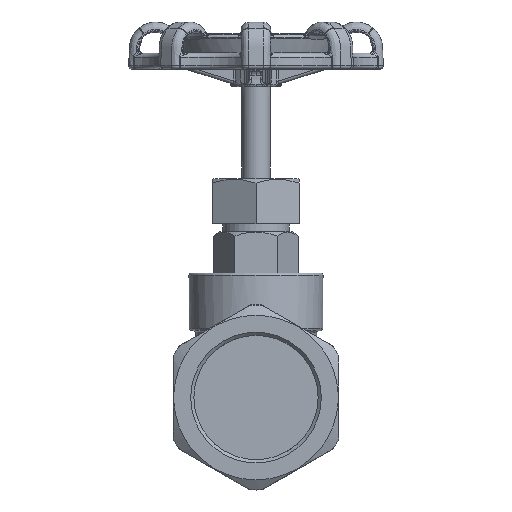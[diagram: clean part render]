
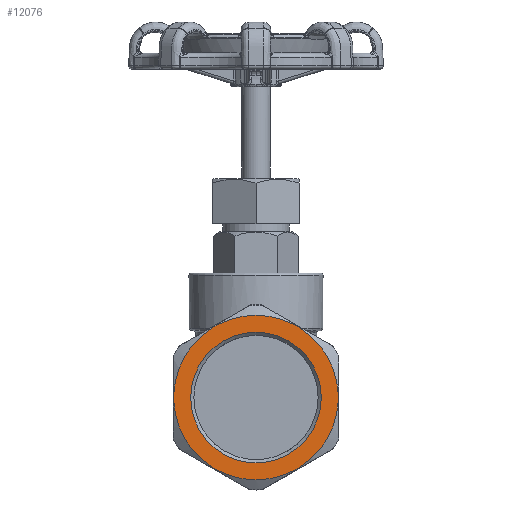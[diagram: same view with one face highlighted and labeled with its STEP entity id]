
A CAD part, left-side view. The second image highlights one B-rep face of the part: STEP entity #12076.
In plain terms, the highlighted planar face has unit normal (-1, 0, 0).
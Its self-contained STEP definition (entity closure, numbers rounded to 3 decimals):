
#10062=CARTESIAN_POINT('',(-40.5,0.,25.786));
#10063=VERTEX_POINT('',#10062);
#10070=CARTESIAN_POINT('',(-40.5,-11.788,22.934));
#10071=VERTEX_POINT('',#10070);
#10072=CARTESIAN_POINT('',(-40.5,0.,0.));
#10073=DIRECTION('',(-1.,-0.,0.));
#10074=DIRECTION('',(-0.,0.,-1.));
#10075=AXIS2_PLACEMENT_3D('',#10072,#10073,#10074);
#10076=CIRCLE('',#10075,25.786);
#10077=EDGE_CURVE('',#10071,#10063,#10076,.T.);
#10079=CARTESIAN_POINT('',(-40.5,-13.968,21.675));
#10080=VERTEX_POINT('',#10079);
#10081=CARTESIAN_POINT('',(-40.5,0.,0.));
#10082=DIRECTION('',(-1.,0.,0.));
#10083=DIRECTION('',(0.,0.,1.));
#10084=AXIS2_PLACEMENT_3D('',#10081,#10082,#10083);
#10085=CIRCLE('',#10084,25.786);
#10086=EDGE_CURVE('',#10080,#10071,#10085,.T.);
#10088=CARTESIAN_POINT('',(-40.5,-25.755,1.259));
#10089=VERTEX_POINT('',#10088);
#10090=CARTESIAN_POINT('',(-40.5,0.,0.));
#10091=DIRECTION('',(-1.,-0.,0.));
#10092=DIRECTION('',(-0.,0.,-1.));
#10093=AXIS2_PLACEMENT_3D('',#10090,#10091,#10092);
#10094=CIRCLE('',#10093,25.786);
#10095=EDGE_CURVE('',#10089,#10080,#10094,.T.);
#10097=CARTESIAN_POINT('',(-40.5,-25.755,-1.259));
#10098=VERTEX_POINT('',#10097);
#10099=CARTESIAN_POINT('',(-40.5,0.,0.));
#10100=DIRECTION('',(-1.,0.,0.));
#10101=DIRECTION('',(0.,0.,1.));
#10102=AXIS2_PLACEMENT_3D('',#10099,#10100,#10101);
#10103=CIRCLE('',#10102,25.786);
#10104=EDGE_CURVE('',#10098,#10089,#10103,.T.);
#10106=CARTESIAN_POINT('',(-40.5,-13.968,-21.675));
#10107=VERTEX_POINT('',#10106);
#10108=CARTESIAN_POINT('',(-40.5,0.,0.));
#10109=DIRECTION('',(-1.,-0.,0.));
#10110=DIRECTION('',(-0.,0.,-1.));
#10111=AXIS2_PLACEMENT_3D('',#10108,#10109,#10110);
#10112=CIRCLE('',#10111,25.786);
#10113=EDGE_CURVE('',#10107,#10098,#10112,.T.);
#10115=CARTESIAN_POINT('',(-40.5,-11.788,-22.934));
#10116=VERTEX_POINT('',#10115);
#10117=CARTESIAN_POINT('',(-40.5,0.,0.));
#10118=DIRECTION('',(-1.,0.,0.));
#10119=DIRECTION('',(0.,0.,1.));
#10120=AXIS2_PLACEMENT_3D('',#10117,#10118,#10119);
#10121=CIRCLE('',#10120,25.786);
#10122=EDGE_CURVE('',#10116,#10107,#10121,.T.);
#10124=CARTESIAN_POINT('',(-40.5,11.788,-22.934));
#10125=VERTEX_POINT('',#10124);
#10126=CARTESIAN_POINT('',(-40.5,0.,0.));
#10127=DIRECTION('',(-1.,-0.,0.));
#10128=DIRECTION('',(-0.,0.,-1.));
#10129=AXIS2_PLACEMENT_3D('',#10126,#10127,#10128);
#10130=CIRCLE('',#10129,25.786);
#10131=EDGE_CURVE('',#10125,#10116,#10130,.T.);
#10133=CARTESIAN_POINT('',(-40.5,13.968,-21.675));
#10134=VERTEX_POINT('',#10133);
#10135=CARTESIAN_POINT('',(-40.5,0.,0.));
#10136=DIRECTION('',(-1.,0.,0.));
#10137=DIRECTION('',(0.,0.,1.));
#10138=AXIS2_PLACEMENT_3D('',#10135,#10136,#10137);
#10139=CIRCLE('',#10138,25.786);
#10140=EDGE_CURVE('',#10134,#10125,#10139,.T.);
#10142=CARTESIAN_POINT('',(-40.5,25.755,-1.259));
#10143=VERTEX_POINT('',#10142);
#10144=CARTESIAN_POINT('',(-40.5,0.,0.));
#10145=DIRECTION('',(-1.,-0.,0.));
#10146=DIRECTION('',(-0.,0.,-1.));
#10147=AXIS2_PLACEMENT_3D('',#10144,#10145,#10146);
#10148=CIRCLE('',#10147,25.786);
#10149=EDGE_CURVE('',#10143,#10134,#10148,.T.);
#10151=CARTESIAN_POINT('',(-40.5,25.755,1.259));
#10152=VERTEX_POINT('',#10151);
#10153=CARTESIAN_POINT('',(-40.5,0.,0.));
#10154=DIRECTION('',(-1.,0.,0.));
#10155=DIRECTION('',(0.,0.,1.));
#10156=AXIS2_PLACEMENT_3D('',#10153,#10154,#10155);
#10157=CIRCLE('',#10156,25.786);
#10158=EDGE_CURVE('',#10152,#10143,#10157,.T.);
#10160=CARTESIAN_POINT('',(-40.5,13.968,21.675));
#10161=VERTEX_POINT('',#10160);
#10162=CARTESIAN_POINT('',(-40.5,0.,0.));
#10163=DIRECTION('',(-1.,-0.,0.));
#10164=DIRECTION('',(-0.,0.,-1.));
#10165=AXIS2_PLACEMENT_3D('',#10162,#10163,#10164);
#10166=CIRCLE('',#10165,25.786);
#10167=EDGE_CURVE('',#10161,#10152,#10166,.T.);
#10169=CARTESIAN_POINT('',(-40.5,11.788,22.934));
#10170=VERTEX_POINT('',#10169);
#10171=CARTESIAN_POINT('',(-40.5,0.,0.));
#10172=DIRECTION('',(-1.,0.,0.));
#10173=DIRECTION('',(0.,0.,1.));
#10174=AXIS2_PLACEMENT_3D('',#10171,#10172,#10173);
#10175=CIRCLE('',#10174,25.786);
#10176=EDGE_CURVE('',#10170,#10161,#10175,.T.);
#10178=CARTESIAN_POINT('',(-40.5,0.,0.));
#10179=DIRECTION('',(-1.,-0.,0.));
#10180=DIRECTION('',(-0.,0.,-1.));
#10181=AXIS2_PLACEMENT_3D('',#10178,#10179,#10180);
#10182=CIRCLE('',#10181,25.786);
#10183=EDGE_CURVE('',#10063,#10170,#10182,.T.);
#12045=CARTESIAN_POINT('',(-40.5,-134.245,41.56));
#12046=DIRECTION('',(-1.,0.,0.));
#12047=DIRECTION('',(-0.,0.,-1.));
#12048=AXIS2_PLACEMENT_3D('',#12045,#12046,#12047);
#12049=PLANE('',#12048);
#12050=CARTESIAN_POINT('',(-40.5,0.,20.476));
#12051=VERTEX_POINT('',#12050);
#12052=CARTESIAN_POINT('',(-40.5,0.,0.));
#12053=DIRECTION('',(1.,-0.,-0.));
#12054=DIRECTION('',(0.,0.,1.));
#12055=AXIS2_PLACEMENT_3D('',#12052,#12053,#12054);
#12056=CIRCLE('',#12055,20.476);
#12057=EDGE_CURVE('',#12051,#12051,#12056,.T.);
#12058=ORIENTED_EDGE('',*,*,#12057,.T.);
#12059=EDGE_LOOP('',(#12058));
#12060=FACE_BOUND('',#12059,.T.);
#12061=ORIENTED_EDGE('',*,*,#10095,.T.);
#12062=ORIENTED_EDGE('',*,*,#10086,.T.);
#12063=ORIENTED_EDGE('',*,*,#10077,.T.);
#12064=ORIENTED_EDGE('',*,*,#10183,.T.);
#12065=ORIENTED_EDGE('',*,*,#10176,.T.);
#12066=ORIENTED_EDGE('',*,*,#10167,.T.);
#12067=ORIENTED_EDGE('',*,*,#10158,.T.);
#12068=ORIENTED_EDGE('',*,*,#10149,.T.);
#12069=ORIENTED_EDGE('',*,*,#10140,.T.);
#12070=ORIENTED_EDGE('',*,*,#10131,.T.);
#12071=ORIENTED_EDGE('',*,*,#10122,.T.);
#12072=ORIENTED_EDGE('',*,*,#10113,.T.);
#12073=ORIENTED_EDGE('',*,*,#10104,.T.);
#12074=EDGE_LOOP('',(#12061,#12062,#12063,#12064,#12065,#12066,#12067,#12068,#12069,#12070,#12071,#12072,#12073));
#12075=FACE_BOUND('',#12074,.T.);
#12076=ADVANCED_FACE('',(#12060,#12075),#12049,.T.);
